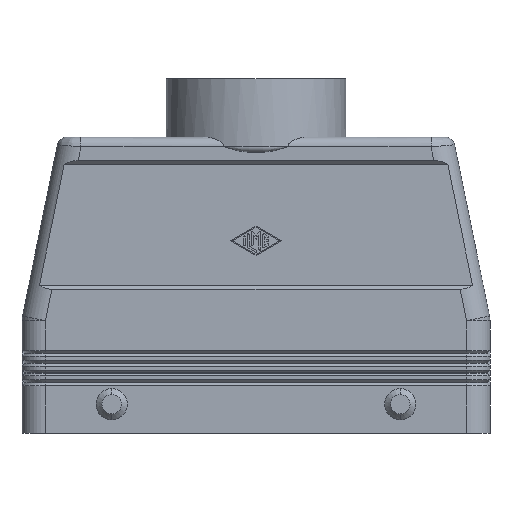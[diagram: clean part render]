
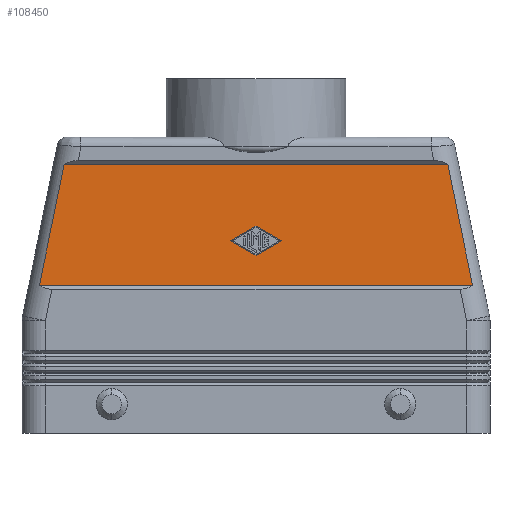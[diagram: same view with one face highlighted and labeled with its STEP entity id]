
A CAD part, front view. The second image highlights one B-rep face of the part: STEP entity #108450.
In plain terms, the highlighted planar face has unit normal (0, -1, 0).
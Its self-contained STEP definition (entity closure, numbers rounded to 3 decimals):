
#4660=CARTESIAN_POINT('',(55.525,-20.5,38.));
#4670=VERTEX_POINT('',#4660);
#4700=CARTESIAN_POINT('',(49.191,-20.5,69.));
#4710=DIRECTION('',(0.2,0.,-0.98));
#4720=VECTOR('',#4710,31.64);
#4730=LINE('',#4700,#4720);
#4740=CARTESIAN_POINT('',(49.191,-20.5,69.));
#4750=VERTEX_POINT('',#4740);
#4760=EDGE_CURVE('',#4750,#4670,#4730,.T.);
#7160=CARTESIAN_POINT('',(-49.191,-20.5,69.));
#7170=VERTEX_POINT('',#7160);
#7200=CARTESIAN_POINT('',(-55.525,-20.5,38.));
#7210=DIRECTION('',(0.2,0.,0.98));
#7220=VECTOR('',#7210,31.64);
#7230=LINE('',#7200,#7220);
#7240=CARTESIAN_POINT('',(-55.525,-20.5,38.));
#7250=VERTEX_POINT('',#7240);
#7260=EDGE_CURVE('',#7250,#7170,#7230,.T.);
#51820=CARTESIAN_POINT('',(-55.525,-20.5,38.));
#51830=DIRECTION('',(1.,0.,0.));
#51840=VECTOR('',#51830,111.049);
#51850=LINE('',#51820,#51840);
#51860=EDGE_CURVE('',#7250,#4670,#51850,.T.);
#63230=CARTESIAN_POINT('',(0.,-20.5,45.651));
#63240=VERTEX_POINT('',#63230);
#63410=CARTESIAN_POINT('',(6.5,-20.5,49.4));
#63420=VERTEX_POINT('',#63410);
#63450=CARTESIAN_POINT('',(6.5,-20.5,49.4));
#63460=DIRECTION('',(-0.866,0.,-0.5));
#63470=VECTOR('',#63460,7.504);
#63480=LINE('',#63450,#63470);
#63490=EDGE_CURVE('',#63420,#63240,#63480,.T.);
#63660=CARTESIAN_POINT('',(-49.191,-20.5,69.));
#63670=DIRECTION('',(1.,0.,0.));
#63680=VECTOR('',#63670,98.383);
#63690=LINE('',#63660,#63680);
#63700=EDGE_CURVE('',#7170,#4750,#63690,.T.);
#83080=CARTESIAN_POINT('',(-6.5,-20.5,49.4));
#83090=VERTEX_POINT('',#83080);
#83210=CARTESIAN_POINT('',(0.,-20.5,45.651));
#83220=DIRECTION('',(-0.866,0.,0.5));
#83230=VECTOR('',#83220,7.504);
#83240=LINE('',#83210,#83230);
#83250=EDGE_CURVE('',#63240,#83090,#83240,.T.);
#99080=CARTESIAN_POINT('',(0.,-20.5,53.149));
#99090=VERTEX_POINT('',#99080);
#99120=CARTESIAN_POINT('',(0.,-20.5,53.149));
#99130=DIRECTION('',(0.866,0.,-0.5));
#99140=VECTOR('',#99130,7.504);
#99150=LINE('',#99120,#99140);
#99160=EDGE_CURVE('',#99090,#63420,#99150,.T.);
#99650=CARTESIAN_POINT('',(-6.5,-20.5,49.4));
#99660=DIRECTION('',(0.866,0.,0.5));
#99670=VECTOR('',#99660,7.504);
#99680=LINE('',#99650,#99670);
#99690=EDGE_CURVE('',#83090,#99090,#99680,.T.);
#108280=CARTESIAN_POINT('',(0.,-20.5,69.));
#108290=DIRECTION('',(0.,1.,0.));
#108300=DIRECTION('',(0.,0.,1.));
#108310=AXIS2_PLACEMENT_3D('',#108280,#108290,#108300);
#108320=PLANE('',#108310);
#108330=ORIENTED_EDGE('',*,*,#51860,.T.);
#108340=ORIENTED_EDGE('',*,*,#7260,.F.);
#108350=ORIENTED_EDGE('',*,*,#63700,.F.);
#108360=ORIENTED_EDGE('',*,*,#4760,.F.);
#108370=EDGE_LOOP('',(#108360,#108350,#108340,#108330));
#108380=FACE_OUTER_BOUND('',#108370,.T.);
#108390=ORIENTED_EDGE('',*,*,#63490,.T.);
#108400=ORIENTED_EDGE('',*,*,#99160,.T.);
#108410=ORIENTED_EDGE('',*,*,#99690,.T.);
#108420=ORIENTED_EDGE('',*,*,#83250,.T.);
#108430=EDGE_LOOP('',(#108420,#108410,#108400,#108390));
#108440=FACE_BOUND('',#108430,.T.);
#108450=ADVANCED_FACE('',(#108380,#108440),#108320,.F.);
